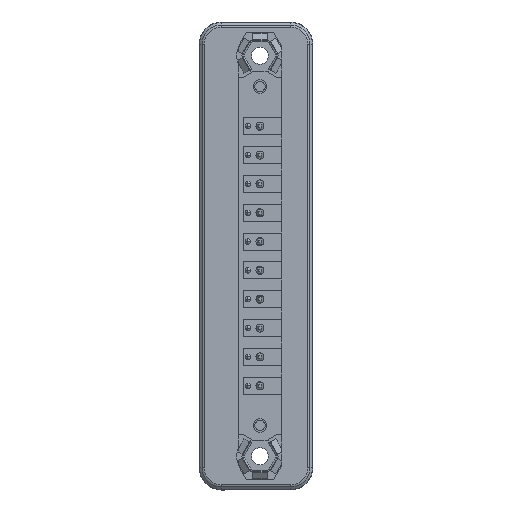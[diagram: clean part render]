
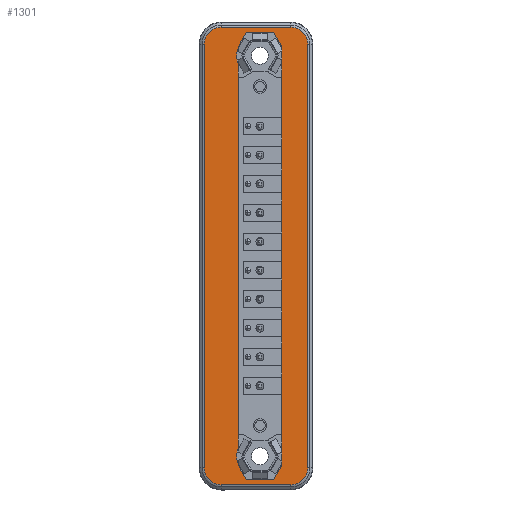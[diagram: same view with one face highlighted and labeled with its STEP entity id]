
A CAD part, front view. The second image highlights one B-rep face of the part: STEP entity #1301.
In plain terms, the highlighted planar face has unit normal (0, -1, 0).
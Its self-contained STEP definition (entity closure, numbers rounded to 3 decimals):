
#1301=ADVANCED_FACE('',(#3585,#3586),#3587,.T.);
#3585=FACE_OUTER_BOUND('',#6916,.T.);
#3586=FACE_BOUND('',#6917,.T.);
#3587=PLANE('',#6918);
#6916=EDGE_LOOP('',(#10735,#10736,#10737,#10738,#10739,#10740,#10741,#10742));
#6917=EDGE_LOOP('',(#10743,#10744,#10745,#10746,#10747,#10748,#10749,#10750,#10751,#10752,#10753,#10754));
#6918=AXIS2_PLACEMENT_3D('',#10755,#10756,#10757);
#10735=ORIENTED_EDGE('',*,*,#19791,.T.);
#10736=ORIENTED_EDGE('',*,*,#19792,.T.);
#10737=ORIENTED_EDGE('',*,*,#19793,.T.);
#10738=ORIENTED_EDGE('',*,*,#19794,.T.);
#10739=ORIENTED_EDGE('',*,*,#19795,.F.);
#10740=ORIENTED_EDGE('',*,*,#19796,.F.);
#10741=ORIENTED_EDGE('',*,*,#19797,.F.);
#10742=ORIENTED_EDGE('',*,*,#19798,.F.);
#10743=ORIENTED_EDGE('',*,*,#19799,.T.);
#10744=ORIENTED_EDGE('',*,*,#19800,.F.);
#10745=ORIENTED_EDGE('',*,*,#19593,.T.);
#10746=ORIENTED_EDGE('',*,*,#19801,.F.);
#10747=ORIENTED_EDGE('',*,*,#19802,.T.);
#10748=ORIENTED_EDGE('',*,*,#19803,.T.);
#10749=ORIENTED_EDGE('',*,*,#19804,.T.);
#10750=ORIENTED_EDGE('',*,*,#19730,.T.);
#10751=ORIENTED_EDGE('',*,*,#19805,.T.);
#10752=ORIENTED_EDGE('',*,*,#19806,.T.);
#10753=ORIENTED_EDGE('',*,*,#19789,.F.);
#10754=ORIENTED_EDGE('',*,*,#19807,.T.);
#10755=CARTESIAN_POINT('',(-4.1,5.65,-42.155));
#10756=DIRECTION('',(0.,-1.0,0.));
#10757=DIRECTION('',(0.,0.,1.0));
#19593=EDGE_CURVE('',#23407,#23408,#23409,.T.);
#19730=EDGE_CURVE('',#23638,#23643,#23645,.T.);
#19789=EDGE_CURVE('',#23744,#23739,#23746,.T.);
#19791=EDGE_CURVE('',#23748,#23749,#23750,.T.);
#19792=EDGE_CURVE('',#23749,#23751,#23752,.T.);
#19793=EDGE_CURVE('',#23751,#23753,#23754,.T.);
#19794=EDGE_CURVE('',#23753,#23755,#23756,.T.);
#19795=EDGE_CURVE('',#23757,#23755,#23758,.T.);
#19796=EDGE_CURVE('',#23759,#23757,#23760,.T.);
#19797=EDGE_CURVE('',#23761,#23759,#23762,.T.);
#19798=EDGE_CURVE('',#23748,#23761,#23763,.T.);
#19799=EDGE_CURVE('',#23764,#23765,#23766,.T.);
#19800=EDGE_CURVE('',#23407,#23765,#23767,.T.);
#19801=EDGE_CURVE('',#23768,#23408,#23769,.T.);
#19802=EDGE_CURVE('',#23768,#23770,#23771,.T.);
#19803=EDGE_CURVE('',#23770,#23772,#23773,.T.);
#19804=EDGE_CURVE('',#23772,#23638,#23774,.T.);
#19805=EDGE_CURVE('',#23643,#23775,#23776,.T.);
#19806=EDGE_CURVE('',#23775,#23739,#23777,.T.);
#19807=EDGE_CURVE('',#23744,#23764,#23778,.T.);
#23407=VERTEX_POINT('',#28691);
#23408=VERTEX_POINT('',#28692);
#23409=LINE('',#28693,#28694);
#23638=VERTEX_POINT('',#29041);
#23643=VERTEX_POINT('',#29048);
#23645=LINE('',#29051,#29052);
#23739=VERTEX_POINT('',#29185);
#23744=VERTEX_POINT('',#29192);
#23746=LINE('',#29195,#29196);
#23748=VERTEX_POINT('',#29198);
#23749=VERTEX_POINT('',#29199);
#23750=LINE('',#29200,#29201);
#23751=VERTEX_POINT('',#29202);
#23752=CIRCLE('',#29203,3.0);
#23753=VERTEX_POINT('',#29204);
#23754=LINE('',#29205,#29206);
#23755=VERTEX_POINT('',#29207);
#23756=CIRCLE('',#29208,3.0);
#23757=VERTEX_POINT('',#29209);
#23758=LINE('',#29210,#29211);
#23759=VERTEX_POINT('',#29212);
#23760=CIRCLE('',#29213,3.0);
#23761=VERTEX_POINT('',#29214);
#23762=LINE('',#29215,#29216);
#23763=CIRCLE('',#29217,3.0);
#23764=VERTEX_POINT('',#29218);
#23765=VERTEX_POINT('',#29219);
#23766=LINE('',#29220,#29221);
#23767=CIRCLE('',#29222,4.1);
#23768=VERTEX_POINT('',#29223);
#23769=LINE('',#29224,#29225);
#23770=VERTEX_POINT('',#29226);
#23771=LINE('',#29227,#29228);
#23772=VERTEX_POINT('',#29229);
#23773=LINE('',#29230,#29231);
#23774=LINE('',#29232,#29233);
#23775=VERTEX_POINT('',#29234);
#23776=LINE('',#29235,#29236);
#23777=LINE('',#29237,#29238);
#23778=CIRCLE('',#29239,4.1);
#28691=CARTESIAN_POINT('',(-3.8,5.65,13.959));
#28692=CARTESIAN_POINT('',(-3.8,5.65,14.098));
#28693=CARTESIAN_POINT('',(-3.8,5.65,0.));
#28694=VECTOR('',#35530,1.0);
#29041=CARTESIAN_POINT('',(3.87,5.65,-59.697));
#29048=CARTESIAN_POINT('',(2.384,5.65,-62.27));
#29051=CARTESIAN_POINT('',(14.873,5.65,-40.64));
#29052=VECTOR('',#35700,1.0);
#29185=CARTESIAN_POINT('',(-3.8,5.65,-59.818));
#29192=CARTESIAN_POINT('',(-3.8,5.65,-59.679));
#29195=CARTESIAN_POINT('',(-3.8,5.65,-40.64));
#29196=VECTOR('',#35776,1.0);
#29198=CARTESIAN_POINT('',(-9.8,5.65,14.42));
#29199=CARTESIAN_POINT('',(-9.8,5.65,-60.14));
#29200=CARTESIAN_POINT('',(-9.8,5.65,-28.965));
#29201=VECTOR('',#35777,1.0);
#29202=CARTESIAN_POINT('',(-6.8,5.65,-63.14));
#29203=AXIS2_PLACEMENT_3D('',#35778,#35779,#35780);
#29204=CARTESIAN_POINT('',(5.4,5.65,-63.14));
#29205=CARTESIAN_POINT('',(41.643,5.65,-63.14));
#29206=VECTOR('',#35781,1.0);
#29207=CARTESIAN_POINT('',(8.4,5.65,-60.14));
#29208=AXIS2_PLACEMENT_3D('',#35782,#35783,#35784);
#29209=CARTESIAN_POINT('',(8.4,5.65,14.42));
#29210=CARTESIAN_POINT('',(8.4,5.65,-42.155));
#29211=VECTOR('',#35785,1.0);
#29212=CARTESIAN_POINT('',(5.4,5.65,17.42));
#29213=AXIS2_PLACEMENT_3D('',#35786,#35787,#35788);
#29214=CARTESIAN_POINT('',(-6.8,5.65,17.42));
#29215=CARTESIAN_POINT('',(41.643,5.65,17.42));
#29216=VECTOR('',#35789,1.0);
#29217=AXIS2_PLACEMENT_3D('',#35790,#35791,#35792);
#29218=CARTESIAN_POINT('',(-3.8,5.65,-56.601));
#29219=CARTESIAN_POINT('',(-3.8,5.65,10.881));
#29220=CARTESIAN_POINT('',(-3.8,5.65,-35.56));
#29221=VECTOR('',#35793,1.0);
#29222=AXIS2_PLACEMENT_3D('',#35794,#35795,#35796);
#29223=CARTESIAN_POINT('',(-2.384,5.65,16.55));
#29224=CARTESIAN_POINT('',(-11.94,5.65,0.));
#29225=VECTOR('',#35797,1.0);
#29226=CARTESIAN_POINT('',(2.384,5.65,16.55));
#29227=CARTESIAN_POINT('',(41.643,5.65,16.55));
#29228=VECTOR('',#35798,1.0);
#29229=CARTESIAN_POINT('',(3.87,5.65,13.977));
#29230=CARTESIAN_POINT('',(11.94,5.65,0.));
#29231=VECTOR('',#35799,1.0);
#29232=CARTESIAN_POINT('',(3.87,5.65,-25.4));
#29233=VECTOR('',#35800,1.0);
#29234=CARTESIAN_POINT('',(-2.384,5.65,-62.27));
#29235=CARTESIAN_POINT('',(41.643,5.65,-62.27));
#29236=VECTOR('',#35801,1.0);
#29237=CARTESIAN_POINT('',(-14.873,5.65,-40.64));
#29238=VECTOR('',#35802,1.0);
#29239=AXIS2_PLACEMENT_3D('',#35803,#35804,#35805);
#35530=DIRECTION('',(0.,0.,1.0));
#35700=DIRECTION('',(-0.5,0.,-0.866));
#35776=DIRECTION('',(0.,0.,-1.0));
#35777=DIRECTION('',(0.,0.,-1.0));
#35778=CARTESIAN_POINT('',(-6.8,5.65,-60.14));
#35779=DIRECTION('',(0.,-1.0,0.));
#35780=DIRECTION('',(1.0,0.,0.));
#35781=DIRECTION('',(1.0,0.,0.));
#35782=CARTESIAN_POINT('',(5.4,5.65,-60.14));
#35783=DIRECTION('',(0.,-1.0,0.));
#35784=DIRECTION('',(1.0,0.,0.));
#35785=DIRECTION('',(0.,0.,-1.0));
#35786=CARTESIAN_POINT('',(5.4,5.65,14.42));
#35787=DIRECTION('',(0.,1.0,0.));
#35788=DIRECTION('',(1.0,0.,0.));
#35789=DIRECTION('',(1.0,0.,0.));
#35790=CARTESIAN_POINT('',(-6.8,5.65,14.42));
#35791=DIRECTION('',(0.,1.0,0.));
#35792=DIRECTION('',(1.0,0.,0.));
#35793=DIRECTION('',(0.,0.,1.0));
#35794=CARTESIAN_POINT('',(0.,5.65,12.42));
#35795=DIRECTION('',(0.,-1.0,0.));
#35796=DIRECTION('',(0.,0.,1.0));
#35797=DIRECTION('',(-0.5,0.,-0.866));
#35798=DIRECTION('',(1.0,0.,0.));
#35799=DIRECTION('',(0.5,0.,-0.866));
#35800=DIRECTION('',(0.,0.,-1.0));
#35801=DIRECTION('',(-1.0,0.,0.));
#35802=DIRECTION('',(-0.5,0.,0.866));
#35803=CARTESIAN_POINT('',(0.,5.65,-58.14));
#35804=DIRECTION('',(0.,1.0,0.));
#35805=DIRECTION('',(0.,0.,-1.0));
